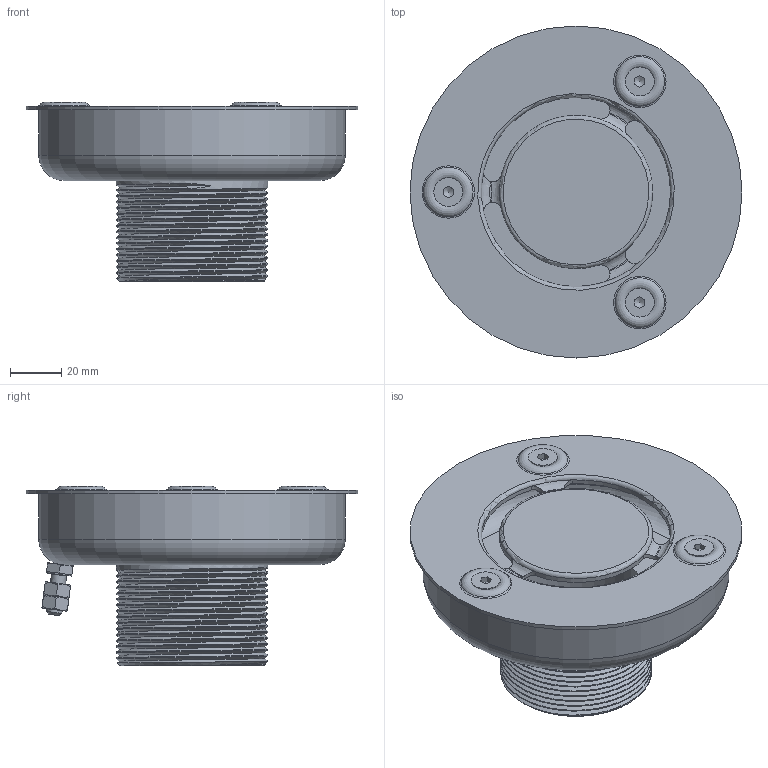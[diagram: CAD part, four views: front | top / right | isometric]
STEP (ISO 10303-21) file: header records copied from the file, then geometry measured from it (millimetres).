
FILE_DESCRIPTION(('STEP AP214'), '1');
FILE_NAME('Ð07-01 Ôîðñóíêà äîííàÿ ô120 (íàðóæ 2'') ïëèòêà', '2025-10-10T11:00:44', ('Runwill'), (''), 'C3D Converter', 'C3D Toolkit', '');
FILE_SCHEMA(('AUTOMOTIVE_DESIGN { 1 0 10303 214 3 1 1}'));
Length unit declared in the file: millimetre
Assembly tree (12 placements, depth 4):
  (unnamed)
    (unnamed)
      (unnamed)  x3
      (unnamed)
        (unnamed)
        (unnamed)  x2
    (unnamed)
    (unnamed)
    (unnamed)
    (unnamed)
Bounding box: 130 x 130 x 70.3 mm (x, y, z)
Volume: 76931.3 mm3; surface area: 93716.4 mm2
Topology: 11 solids, 11 shells, 206 faces, 470 edges, 291 vertices
Faces by surface type: plane 87, cylinder 50, cone 34, torus 33, bspline 2
Full cylindrical faces by diameter (mm): 4.917 x5, 6 x4, 7 x3, 10 x1, 11.34 x3, 53 x1, 85 x1, 117.6 x1, 120 x1, 130 x1
Entity records: 14862 total; most frequent: CARTESIAN_POINT 10550, DIRECTION 752, ORIENTED_EDGE 694, EDGE_CURVE 347, AXIS2_PLACEMENT_3D 324, EDGE_LOOP 269, VERTEX_POINT 250, ADVANCED_FACE 179
